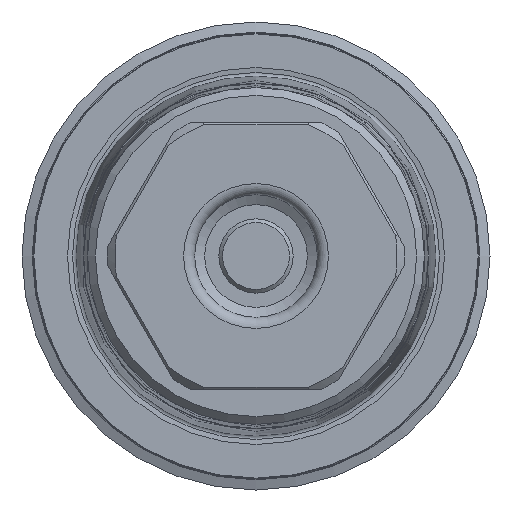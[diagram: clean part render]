
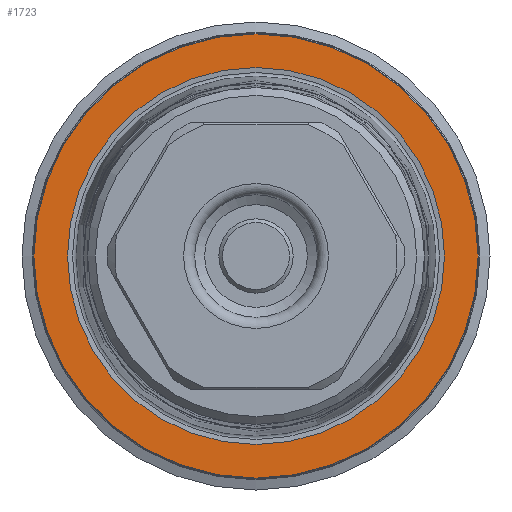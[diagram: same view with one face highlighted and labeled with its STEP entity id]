
A CAD part, left-side view. The second image highlights one B-rep face of the part: STEP entity #1723.
In plain terms, the highlighted planar face has unit normal (-1, 0, 0).
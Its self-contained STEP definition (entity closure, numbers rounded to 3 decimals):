
#148=PLANE('',#1823);
#176=ORIENTED_EDGE('',*,*,#446,.T.);
#177=ORIENTED_EDGE('',*,*,#447,.F.);
#446=EDGE_CURVE('',#581,#581,#692,.T.);
#447=EDGE_CURVE('',#582,#582,#693,.T.);
#581=VERTEX_POINT('',#2372);
#582=VERTEX_POINT('',#2374);
#692=CIRCLE('',#1824,29.9);
#693=CIRCLE('',#1825,25.374);
#773=EDGE_LOOP('',(#176));
#774=EDGE_LOOP('',(#177));
#925=FACE_BOUND('',#773,.T.);
#926=FACE_BOUND('',#774,.T.);
#1723=ADVANCED_FACE('',(#925,#926),#148,.T.);
#1823=AXIS2_PLACEMENT_3D('',#2370,#2001,#2002);
#1824=AXIS2_PLACEMENT_3D('',#2371,#2003,#2004);
#1825=AXIS2_PLACEMENT_3D('',#2373,#2005,#2006);
#2001=DIRECTION('',(-1.,0.,0.));
#2002=DIRECTION('',(0.,0.,1.));
#2003=DIRECTION('',(-1.,0.,0.));
#2004=DIRECTION('',(0.,0.,1.));
#2005=DIRECTION('',(-1.,0.,0.));
#2006=DIRECTION('',(0.,0.,1.));
#2370=CARTESIAN_POINT('',(-8.,0.,25.374));
#2371=CARTESIAN_POINT('',(-8.,0.,0.));
#2372=CARTESIAN_POINT('',(-8.,0.,29.9));
#2373=CARTESIAN_POINT('',(-8.,0.,0.));
#2374=CARTESIAN_POINT('',(-8.,0.,25.374));
